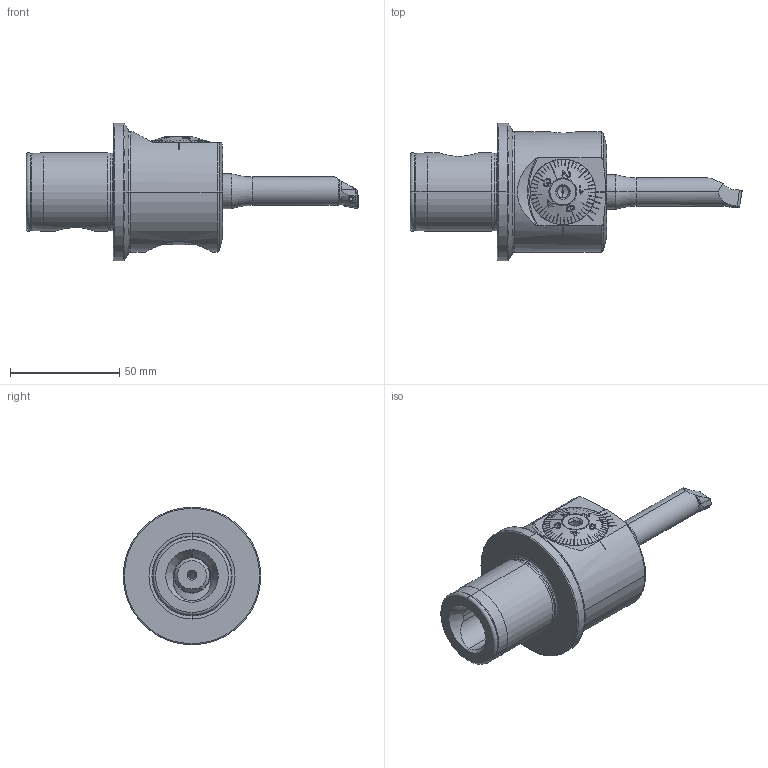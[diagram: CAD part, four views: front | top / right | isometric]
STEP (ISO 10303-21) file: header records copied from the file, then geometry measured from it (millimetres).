
FILE_DESCRIPTION (( 'STEP AP203' ), '1' );
FILE_NAME ('B04.063.025.050.STEP', '2018-02-20T16:05:45', ( 'SWIAdmin' ), ( 'Hewlett-Packard Company' ), 'SwSTEP 2.0', 'SolidWorks 2017', '' );
FILE_SCHEMA (( 'CONFIG_CONTROL_DESIGN' ));
Length unit declared in the file: millimetre
Products named in the file (21): A55-BG2.014.007_A; WCB-ER2.001.009_A; B04.063.025.050; A55-BG2.015.007_B; A55-BG1.011.041_E; A55-BG1.014.041; A55-BG1.012.007_B; A55-BG3.011.033_A_gek〉zt; A55-BG1.011.041; Klebstoff D10; A55-BG2.012.006_B; B16-WCA.K11.095_A; A55-BG2.013.005_C; WH6-A55.K00.050_C; CCMT060204; DIN 3771 - 25x1.5; ISO 4026 - M10 x 8; WCA-ER2.001.006_A; A55-BG2.011.016_E; ISO 4026 - M10 x 16; B16-WCA.K11.095
Assembly tree (23 placements, depth 4):
  B04.063.025.050
    WH6-A55.K00.050_C
    ISO 4026 - M10 x 8
    ISO 4026 - M10 x 16  x2
    WCB-ER2.001.009_A
    A55-BG1.014.041
      A55-BG1.011.041
        A55-BG1.011.041_E
        A55-BG1.012.007_B
      A55-BG2.012.006_B
      A55-BG2.013.005_C
      DIN 3771 - 25x1.5
      ISO 4026 - M10 x 16  x2
      A55-BG2.015.007_B
        A55-BG2.011.016_E
        A55-BG2.014.007_A
    A55-BG3.011.033_A_gek〉zt
    Klebstoff D10
    B16-WCA.K11.095
      B16-WCA.K11.095_A
      CCMT060204
      WCA-ER2.001.006_A
Bounding box: 152 x 63 x 63 mm (x, y, z)
Volume: 145777.7 mm3; surface area: 48782 mm2
Topology: 19 solids, 19 shells, 869 faces, 2238 edges, 1406 vertices
Faces by surface type: plane 348, cone 218, cylinder 165, torus 79, bspline 55, sphere 4
Entity records: 33060 total; most frequent: CARTESIAN_POINT 11590, ORIENTED_EDGE 4268, DIRECTION 3680, EDGE_CURVE 2134, AXIS2_PLACEMENT_3D 1447, VERTEX_POINT 1346, EDGE_LOOP 872, FACE_OUTER_BOUND 824
